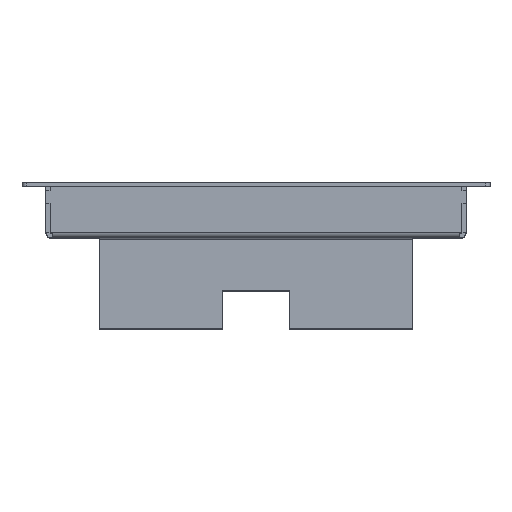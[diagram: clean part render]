
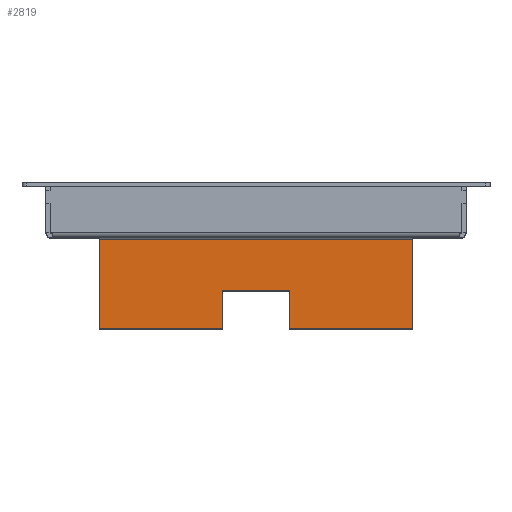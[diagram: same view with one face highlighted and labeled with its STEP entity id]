
A CAD part, top view. The second image highlights one B-rep face of the part: STEP entity #2819.
In plain terms, the highlighted planar face has unit normal (0, 0, 1).
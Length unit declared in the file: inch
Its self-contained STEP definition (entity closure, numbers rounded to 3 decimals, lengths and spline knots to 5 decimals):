
#367 = LINE ( 'NONE', #5946, #8422 ) ;
#387 = FACE_OUTER_BOUND ( 'NONE', #7507, .T. ) ;
#1750 = ORIENTED_EDGE ( 'NONE', *, *, #9547, .T. ) ;
#2073 = VECTOR ( 'NONE', #8187, 39.37008 ) ;
#2101 = VERTEX_POINT ( 'NONE', #18589 ) ;
#2300 = LINE ( 'NONE', #2452, #6526 ) ;
#2452 = CARTESIAN_POINT ( 'NONE',  ( 0.62992, 0., 3.33661 ) ) ;
#2490 = DIRECTION ( 'NONE',  ( 0., -1., 0. ) ) ;
#2505 = EDGE_CURVE ( 'NONE', #2879, #16257, #15837, .T. ) ;
#2566 = ORIENTED_EDGE ( 'NONE', *, *, #10195, .T. ) ;
#2665 = VERTEX_POINT ( 'NONE', #18211 ) ;
#2819 = ADVANCED_FACE ( 'NONE', ( #387 ), #12778, .T. ) ;
#2879 = VERTEX_POINT ( 'NONE', #9971 ) ;
#5363 = LINE ( 'NONE', #6613, #13419 ) ;
#5477 = EDGE_CURVE ( 'NONE', #16257, #17640, #7871, .T. ) ;
#5514 = VERTEX_POINT ( 'NONE', #15590 ) ;
#5802 = EDGE_CURVE ( 'NONE', #8178, #2879, #10594, .T. ) ;
#5884 = DIRECTION ( 'NONE',  ( 1., 0., 0. ) ) ;
#5946 = CARTESIAN_POINT ( 'NONE',  ( 2.93307, 0., 3.33661 ) ) ;
#6032 = LINE ( 'NONE', #14833, #18337 ) ;
#6139 = EDGE_CURVE ( 'NONE', #5514, #16516, #2300, .T. ) ;
#6331 = LINE ( 'NONE', #19757, #10615 ) ;
#6526 = VECTOR ( 'NONE', #2490, 39.37008 ) ;
#6613 = CARTESIAN_POINT ( 'NONE',  ( 0., -0.98425, 3.33661 ) ) ;
#7366 = VECTOR ( 'NONE', #16484, 39.37008 ) ;
#7507 = EDGE_LOOP ( 'NONE', ( #17773, #17967, #12753, #1750, #19907, #2566, #14678, #19851 ) ) ;
#7871 = LINE ( 'NONE', #15922, #7366 ) ;
#8018 = CARTESIAN_POINT ( 'NONE',  ( 0., -1.69291, 3.33661 ) ) ;
#8178 = VERTEX_POINT ( 'NONE', #14900 ) ;
#8187 = DIRECTION ( 'NONE',  ( 0., -1., 0. ) ) ;
#8274 = DIRECTION ( 'NONE',  ( 1., 0., 0. ) ) ;
#8422 = VECTOR ( 'NONE', #18776, 39.37008 ) ;
#8607 = CARTESIAN_POINT ( 'NONE',  ( -2.93307, 0., 3.33661 ) ) ;
#8717 = DIRECTION ( 'NONE',  ( -1., 0., 0. ) ) ;
#9547 = EDGE_CURVE ( 'NONE', #17640, #5514, #5363, .T. ) ;
#9737 = EDGE_CURVE ( 'NONE', #2101, #8178, #6331, .T. ) ;
#9971 = CARTESIAN_POINT ( 'NONE',  ( -2.93307, -1.69291, 3.33661 ) ) ;
#10195 = EDGE_CURVE ( 'NONE', #16516, #2665, #6032, .T. ) ;
#10594 = LINE ( 'NONE', #8607, #2073 ) ;
#10615 = VECTOR ( 'NONE', #8717, 39.37008 ) ;
#10760 = CARTESIAN_POINT ( 'NONE',  ( -0.62992, -0.98425, 3.33661 ) ) ;
#11567 = DIRECTION ( 'NONE',  ( 0., -1., 0. ) ) ;
#11579 = VECTOR ( 'NONE', #5884, 39.37008 ) ;
#11642 = DIRECTION ( 'NONE',  ( 0., 0., 1. ) ) ;
#11713 = CARTESIAN_POINT ( 'NONE',  ( 0., 0., 3.33661 ) ) ;
#12753 = ORIENTED_EDGE ( 'NONE', *, *, #5477, .T. ) ;
#12778 = PLANE ( 'NONE',  #12903 ) ;
#12903 = AXIS2_PLACEMENT_3D ( 'NONE', #11713, #11642, #11567 ) ;
#13419 = VECTOR ( 'NONE', #8274, 39.37008 ) ;
#14678 = ORIENTED_EDGE ( 'NONE', *, *, #18308, .T. ) ;
#14833 = CARTESIAN_POINT ( 'NONE',  ( 0., -1.69291, 3.33661 ) ) ;
#14900 = CARTESIAN_POINT ( 'NONE',  ( -2.93307, -0.029, 3.33661 ) ) ;
#15590 = CARTESIAN_POINT ( 'NONE',  ( 0.62992, -0.98425, 3.33661 ) ) ;
#15837 = LINE ( 'NONE', #8018, #11579 ) ;
#15922 = CARTESIAN_POINT ( 'NONE',  ( -0.62992, 0., 3.33661 ) ) ;
#16257 = VERTEX_POINT ( 'NONE', #16272 ) ;
#16272 = CARTESIAN_POINT ( 'NONE',  ( -0.62992, -1.69291, 3.33661 ) ) ;
#16424 = DIRECTION ( 'NONE',  ( 1., 0., 0. ) ) ;
#16484 = DIRECTION ( 'NONE',  ( 0., 1., 0. ) ) ;
#16516 = VERTEX_POINT ( 'NONE', #16893 ) ;
#16893 = CARTESIAN_POINT ( 'NONE',  ( 0.62992, -1.69291, 3.33661 ) ) ;
#17640 = VERTEX_POINT ( 'NONE', #10760 ) ;
#17773 = ORIENTED_EDGE ( 'NONE', *, *, #5802, .T. ) ;
#17967 = ORIENTED_EDGE ( 'NONE', *, *, #2505, .T. ) ;
#18211 = CARTESIAN_POINT ( 'NONE',  ( 2.93307, -1.69291, 3.33661 ) ) ;
#18308 = EDGE_CURVE ( 'NONE', #2665, #2101, #367, .T. ) ;
#18337 = VECTOR ( 'NONE', #16424, 39.37008 ) ;
#18589 = CARTESIAN_POINT ( 'NONE',  ( 2.93307, -0.029, 3.33661 ) ) ;
#18776 = DIRECTION ( 'NONE',  ( 0., 1., 0. ) ) ;
#19757 = CARTESIAN_POINT ( 'NONE',  ( 2.93307, -0.029, 3.33661 ) ) ;
#19851 = ORIENTED_EDGE ( 'NONE', *, *, #9737, .T. ) ;
#19907 = ORIENTED_EDGE ( 'NONE', *, *, #6139, .T. ) ;
